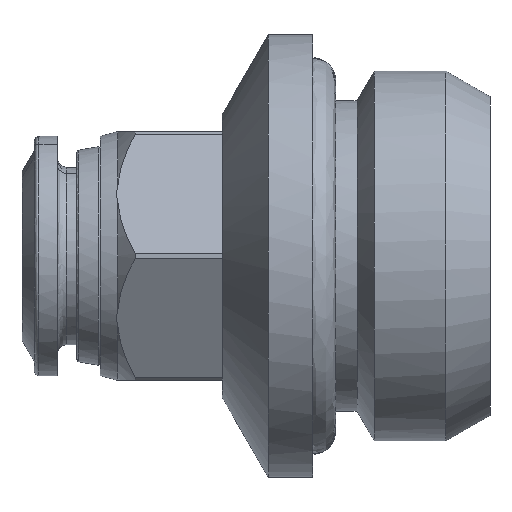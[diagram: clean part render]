
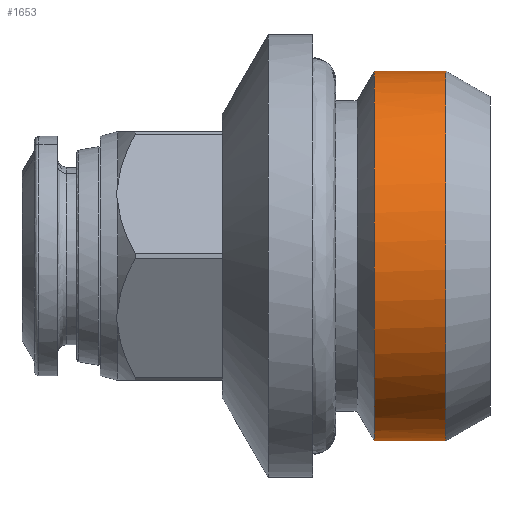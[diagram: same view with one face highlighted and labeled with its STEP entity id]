
A CAD part, left-side view. The second image highlights one B-rep face of the part: STEP entity #1653.
In plain terms, the highlighted free-form (B-spline) face has degree [1, 3] with [2, 4] control points.
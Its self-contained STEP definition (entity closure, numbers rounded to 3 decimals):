
#98 = CARTESIAN_POINT ( 'NONE',  ( -20.87, 2.485, 10.435 ) ) ;
#268 = VERTEX_POINT ( 'NONE', #3184 ) ;
#274 = CARTESIAN_POINT ( 'NONE',  ( 0., 2.485, 10.435 ) ) ;
#294 = B_SPLINE_CURVE_WITH_KNOTS ( 'NONE', 1,
 ( #1084, #274 ),
 .UNSPECIFIED., .F., .F.,
 ( 2, 2 ),
 ( 0., 1. ),
 .UNSPECIFIED. ) ;
#379 = EDGE_LOOP ( 'NONE', ( #1189, #3474, #3553, #412 ) ) ;
#412 = ORIENTED_EDGE ( 'NONE', *, *, #1669, .F. ) ;
#443 = CARTESIAN_POINT ( 'NONE',  ( -20.87, 6.527, 10.435 ) ) ;
#480 = VERTEX_POINT ( 'NONE', #1204 ) ;
#515 = CARTESIAN_POINT ( 'NONE',  ( -20.87, 6.527, -10.435 ) ) ;
#534 = CARTESIAN_POINT ( 'NONE',  ( -20.87, 6.527, 10.435 ) ) ;
#603 = CARTESIAN_POINT ( 'NONE',  ( 0., 6.527, -10.435 ) ) ;
#969 = EDGE_CURVE ( 'NONE', #268, #2128, #294, .T. ) ;
#987 = EDGE_CURVE ( 'NONE', #480, #4434, #2087, .T. ) ;
#1084 = CARTESIAN_POINT ( 'NONE',  ( 0., 6.527, 10.435 ) ) ;
#1189 = ORIENTED_EDGE ( 'NONE', *, *, #969, .F. ) ;
#1204 = CARTESIAN_POINT ( 'NONE',  ( 0., 6.527, -10.435 ) ) ;
#1326 = CARTESIAN_POINT ( 'NONE',  ( 0., 6.527, 10.435 ) ) ;
#1579 =( BOUNDED_SURFACE ( )  B_SPLINE_SURFACE ( 1, 3, ( 
 ( #4412, #443, #515, #4476 ),
 ( #1905, #98, #2973, #3336 ) ),
 .UNSPECIFIED., .F., .F., .T. ) 
 B_SPLINE_SURFACE_WITH_KNOTS ( ( 2, 2 ),
 ( 4, 4 ),
 ( 0., 1. ),
 ( 0., 1. ),
 .UNSPECIFIED. ) 
 GEOMETRIC_REPRESENTATION_ITEM ( )  RATIONAL_B_SPLINE_SURFACE ( (
 ( 1., 0.333, 0.333, 1.),
 ( 1., 0.333, 0.333, 1.) ) ) 
 REPRESENTATION_ITEM ( '' )  SURFACE ( )  );
#1653 = ADVANCED_FACE ( 'NONE', ( #2100 ), #1579, .F. ) ;
#1669 = EDGE_CURVE ( 'NONE', #2128, #4434, #2894, .T. ) ;
#1670 = EDGE_CURVE ( 'NONE', #480, #268, #2328, .T. ) ;
#1905 = CARTESIAN_POINT ( 'NONE',  ( 0., 2.485, 10.435 ) ) ;
#2087 = B_SPLINE_CURVE_WITH_KNOTS ( 'NONE', 1,
 ( #4302, #2542 ),
 .UNSPECIFIED., .F., .F.,
 ( 2, 2 ),
 ( 0., 1. ),
 .UNSPECIFIED. ) ;
#2100 = FACE_OUTER_BOUND ( 'NONE', #379, .T. ) ;
#2128 = VERTEX_POINT ( 'NONE', #2442 ) ;
#2328 =( BOUNDED_CURVE ( )  B_SPLINE_CURVE ( 3, ( #603, #3415, #534, #1326 ),
 .UNSPECIFIED., .F., .T. ) 
 B_SPLINE_CURVE_WITH_KNOTS ( ( 4, 4 ),
 ( -3.142, 0. ),
 .UNSPECIFIED. ) 
 CURVE ( )  GEOMETRIC_REPRESENTATION_ITEM ( )  RATIONAL_B_SPLINE_CURVE ( ( 1., 0.333, 0.333, 1. ) ) 
 REPRESENTATION_ITEM ( '' )  );
#2442 = CARTESIAN_POINT ( 'NONE',  ( 0., 2.485, 10.435 ) ) ;
#2542 = CARTESIAN_POINT ( 'NONE',  ( 0., 2.485, -10.435 ) ) ;
#2894 =( BOUNDED_CURVE ( )  B_SPLINE_CURVE ( 3, ( #4491, #4178, #3091, #4160 ),
 .UNSPECIFIED., .F., .T. ) 
 B_SPLINE_CURVE_WITH_KNOTS ( ( 4, 4 ),
 ( -3.142, 0. ),
 .UNSPECIFIED. ) 
 CURVE ( )  GEOMETRIC_REPRESENTATION_ITEM ( )  RATIONAL_B_SPLINE_CURVE ( ( 1., 0.333, 0.333, 1. ) ) 
 REPRESENTATION_ITEM ( '' )  );
#2973 = CARTESIAN_POINT ( 'NONE',  ( -20.87, 2.485, -10.435 ) ) ;
#2999 = CARTESIAN_POINT ( 'NONE',  ( 0., 2.485, -10.435 ) ) ;
#3091 = CARTESIAN_POINT ( 'NONE',  ( -20.87, 2.485, -10.435 ) ) ;
#3184 = CARTESIAN_POINT ( 'NONE',  ( 0., 6.527, 10.435 ) ) ;
#3336 = CARTESIAN_POINT ( 'NONE',  ( 0., 2.485, -10.435 ) ) ;
#3415 = CARTESIAN_POINT ( 'NONE',  ( -20.87, 6.527, -10.435 ) ) ;
#3474 = ORIENTED_EDGE ( 'NONE', *, *, #1670, .F. ) ;
#3553 = ORIENTED_EDGE ( 'NONE', *, *, #987, .T. ) ;
#4160 = CARTESIAN_POINT ( 'NONE',  ( 0., 2.485, -10.435 ) ) ;
#4178 = CARTESIAN_POINT ( 'NONE',  ( -20.87, 2.485, 10.435 ) ) ;
#4302 = CARTESIAN_POINT ( 'NONE',  ( 0., 6.527, -10.435 ) ) ;
#4412 = CARTESIAN_POINT ( 'NONE',  ( 0., 6.527, 10.435 ) ) ;
#4434 = VERTEX_POINT ( 'NONE', #2999 ) ;
#4476 = CARTESIAN_POINT ( 'NONE',  ( 0., 6.527, -10.435 ) ) ;
#4491 = CARTESIAN_POINT ( 'NONE',  ( 0., 2.485, 10.435 ) ) ;
